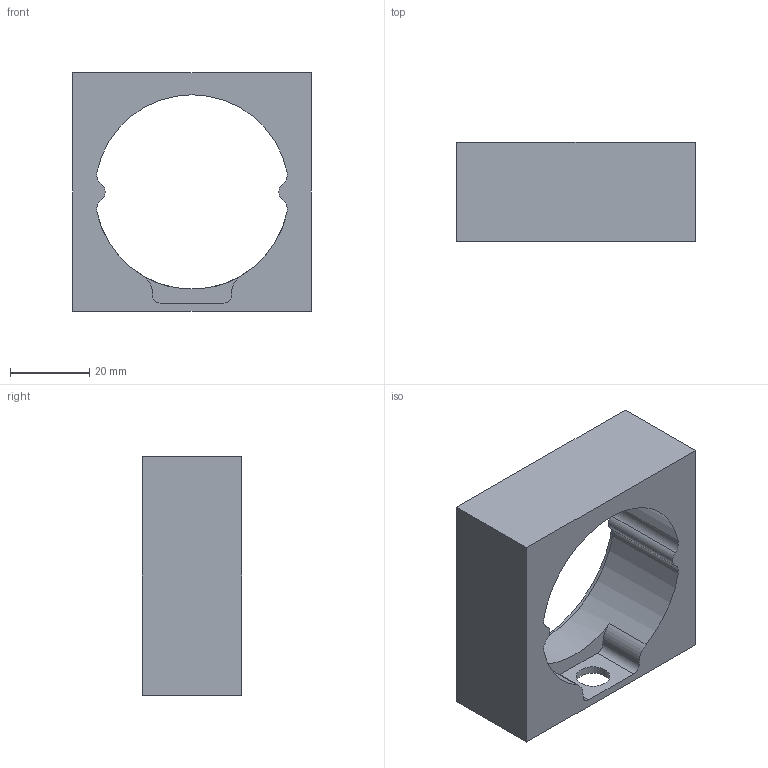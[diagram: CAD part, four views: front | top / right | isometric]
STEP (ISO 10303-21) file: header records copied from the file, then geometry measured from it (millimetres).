
FILE_DESCRIPTION(/* description */ (''),/* implementation_level */ '2;1');
FILE_NAME(/* name */ 'vase01_square.step',/* time_stamp */ '2019-09-30T17:35:53+09:00',/* author */ (''),/* organization */ (''),/* preprocessor_version */ 'ST-DEVELOPER v18',/* originating_system */ 'Autodesk Translation Framework v8.6.0.1094',/* authorisation */ '');
FILE_SCHEMA (('AUTOMOTIVE_DESIGN { 1 0 10303 214 3 1 1 }'));
Length unit declared in the file: millimetre
Products named in the file (1): kit_universal
Bounding box: 60 x 25 x 60 mm (x, y, z)
Volume: 41798.2 mm3; surface area: 13765.4 mm2
Topology: 1 solids, 1 shells, 143 faces, 381 edges, 242 vertices
Faces by surface type: cylinder 123, plane 16, bspline 4
Full cylindrical faces by diameter (mm): 2.529 x48, 3.086 x46, 8.5 x1
Entity records: 9241 total; most frequent: CARTESIAN_POINT 5975, ORIENTED_EDGE 762, DIRECTION 545, EDGE_CURVE 381, VERTEX_POINT 242, AXIS2_PLACEMENT_3D 200, B_SPLINE_CURVE_WITH_KNOTS 176, EDGE_LOOP 149
